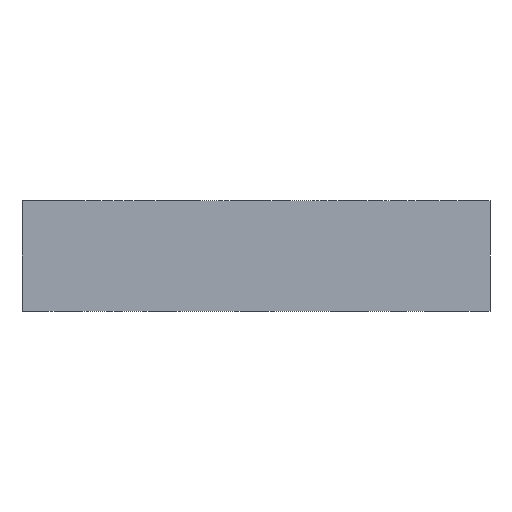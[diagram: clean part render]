
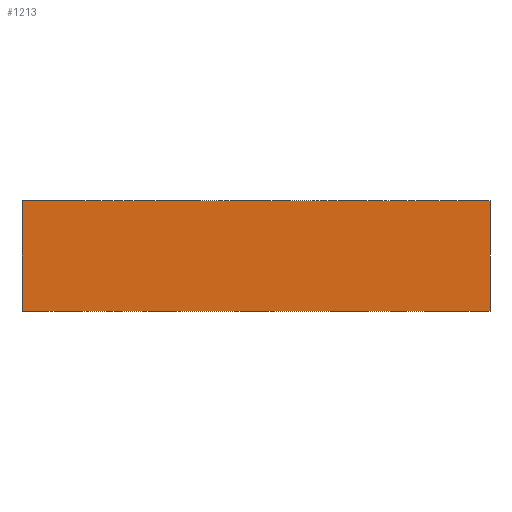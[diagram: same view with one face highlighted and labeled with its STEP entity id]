
A CAD part, left-side view. The second image highlights one B-rep face of the part: STEP entity #1213.
In plain terms, the highlighted planar face has unit normal (-1, 0, 0).
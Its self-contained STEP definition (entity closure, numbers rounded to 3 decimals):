
#49=LINE('',#2045,#120);
#50=LINE('',#2048,#121);
#51=LINE('',#2050,#122);
#52=LINE('',#2051,#123);
#120=VECTOR('',#1710,10.);
#121=VECTOR('',#1713,10.);
#122=VECTOR('',#1714,10.);
#123=VECTOR('',#1715,10.);
#250=PLANE('',#1383);
#318=FACE_OUTER_BOUND('',#404,.T.);
#404=EDGE_LOOP('',(#1000,#1001,#1002,#1003));
#626=VERTEX_POINT('',#2041);
#627=VERTEX_POINT('',#2043);
#628=VERTEX_POINT('',#2047);
#629=VERTEX_POINT('',#2049);
#771=EDGE_CURVE('',#626,#627,#49,.T.);
#772=EDGE_CURVE('',#628,#626,#50,.T.);
#773=EDGE_CURVE('',#629,#627,#51,.T.);
#774=EDGE_CURVE('',#628,#629,#52,.T.);
#1000=ORIENTED_EDGE('',*,*,#772,.T.);
#1001=ORIENTED_EDGE('',*,*,#771,.T.);
#1002=ORIENTED_EDGE('',*,*,#773,.F.);
#1003=ORIENTED_EDGE('',*,*,#774,.F.);
#1213=ADVANCED_FACE('',(#318),#250,.T.);
#1383=AXIS2_PLACEMENT_3D('',#2046,#1711,#1712);
#1710=DIRECTION('',(0.,0.,1.));
#1711=DIRECTION('center_axis',(-1.,0.,0.));
#1712=DIRECTION('ref_axis',(0.,-1.,0.));
#1713=DIRECTION('',(0.,-1.,0.));
#1714=DIRECTION('',(0.,-1.,0.));
#1715=DIRECTION('',(0.,0.,1.));
#2041=CARTESIAN_POINT('',(-42.5,-63.5,0.));
#2043=CARTESIAN_POINT('',(-42.5,-63.5,30.));
#2045=CARTESIAN_POINT('',(-42.5,-63.5,0.));
#2046=CARTESIAN_POINT('Origin',(-42.5,63.5,0.));
#2047=CARTESIAN_POINT('',(-42.5,63.5,0.));
#2048=CARTESIAN_POINT('',(-42.5,63.5,0.));
#2049=CARTESIAN_POINT('',(-42.5,63.5,30.));
#2050=CARTESIAN_POINT('',(-42.5,63.5,30.));
#2051=CARTESIAN_POINT('',(-42.5,63.5,0.));
